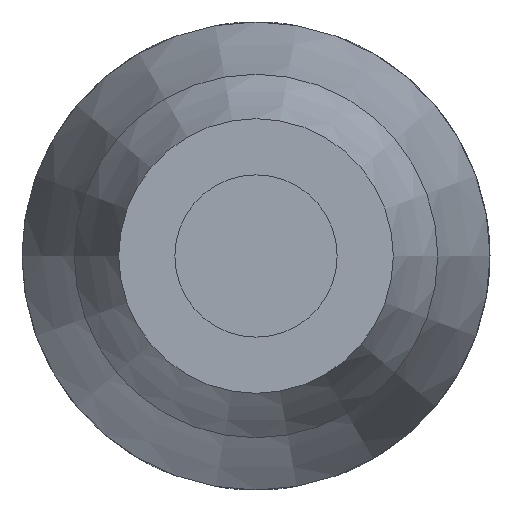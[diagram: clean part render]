
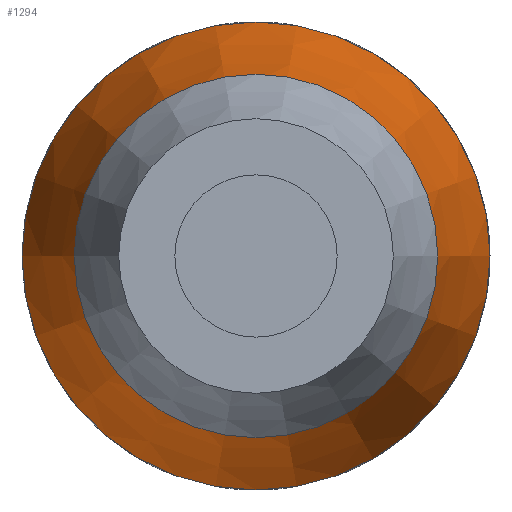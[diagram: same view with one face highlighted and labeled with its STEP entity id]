
A CAD part, left-side view. The second image highlights one B-rep face of the part: STEP entity #1294.
In plain terms, the highlighted conical face has half-angle 13.36 degrees and reference radius 7.5 mm.
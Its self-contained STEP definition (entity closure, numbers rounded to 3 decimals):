
#258=CONICAL_SURFACE('',#4482,7.5,13.36);
#1032=FACE_BOUND('',#1898,.T.);
#1033=FACE_BOUND('',#1899,.T.);
#1294=ADVANCED_FACE('F131',(#1032,#1033),#258,.T.);
#1898=EDGE_LOOP('',(#3078));
#1899=EDGE_LOOP('',(#3079));
#3078=ORIENTED_EDGE('',*,*,#4050,.T.);
#3079=ORIENTED_EDGE('',*,*,#4051,.F.);
#3460=VERTEX_POINT('',#8995);
#3461=VERTEX_POINT('',#8998);
#4050=EDGE_CURVE('E312',#3460,#3460,#4181,.T.);
#4051=EDGE_CURVE('E310',#3461,#3461,#4182,.T.);
#4181=CIRCLE('',#4479,7.5);
#4182=CIRCLE('',#4481,5.6);
#4479=AXIS2_PLACEMENT_3D('',#8994,#5284,#5285);
#4481=AXIS2_PLACEMENT_3D('',#8997,#5288,#5289);
#4482=AXIS2_PLACEMENT_3D('',#8999,#5290,#5291);
#5284=DIRECTION('',(-1.,0.,0.));
#5285=DIRECTION('',(0.,-1.,0.));
#5288=DIRECTION('',(-1.,0.,0.));
#5289=DIRECTION('',(0.,0.,1.));
#5290=DIRECTION('',(1.,0.,0.));
#5291=DIRECTION('',(0.,-1.,0.));
#8994=CARTESIAN_POINT('',(159.601,0.,0.));
#8995=CARTESIAN_POINT('',(159.601,-7.5,0.));
#8997=CARTESIAN_POINT('',(151.601,0.,0.));
#8998=CARTESIAN_POINT('',(151.601,0.,5.6));
#8999=CARTESIAN_POINT('',(159.601,0.,0.));
